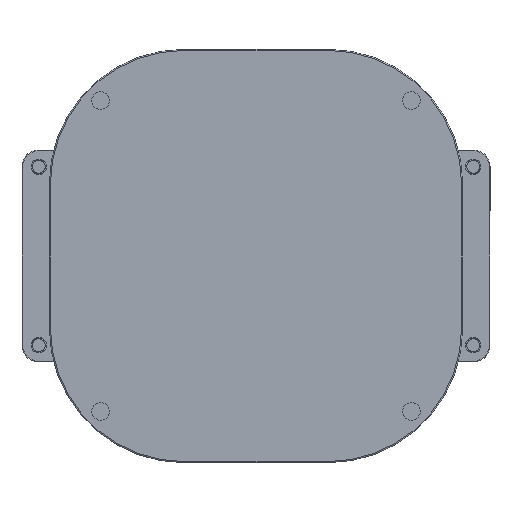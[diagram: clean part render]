
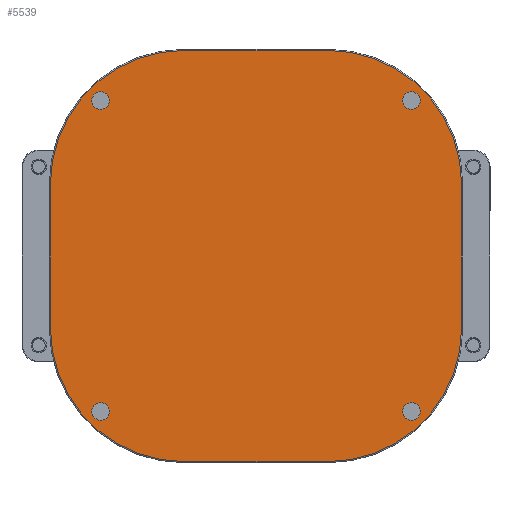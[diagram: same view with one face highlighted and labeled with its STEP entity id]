
A CAD part, front view. The second image highlights one B-rep face of the part: STEP entity #5539.
In plain terms, the highlighted planar face has unit normal (0, -1, 0).
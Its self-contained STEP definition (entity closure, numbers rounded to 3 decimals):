
#241=FACE_BOUND('',#1135,.T.);
#242=FACE_BOUND('',#1136,.T.);
#243=FACE_BOUND('',#1137,.T.);
#244=FACE_BOUND('',#1138,.T.);
#467=PLANE('',#6136);
#728=FACE_OUTER_BOUND('',#1134,.T.);
#1134=EDGE_LOOP('',(#4200,#4201,#4202,#4203,#4204,#4205,#4206,#4207));
#1135=EDGE_LOOP('',(#4208));
#1136=EDGE_LOOP('',(#4209));
#1137=EDGE_LOOP('',(#4210));
#1138=EDGE_LOOP('',(#4211));
#1484=LINE('',#9159,#1756);
#1485=LINE('',#9163,#1757);
#1486=LINE('',#9167,#1758);
#1487=LINE('',#9170,#1759);
#1756=VECTOR('',#7381,10.);
#1757=VECTOR('',#7384,10.);
#1758=VECTOR('',#7387,10.);
#1759=VECTOR('',#7390,10.);
#2033=CIRCLE('',#6114,25.);
#2035=CIRCLE('',#6118,25.);
#2037=CIRCLE('',#6122,25.);
#2039=CIRCLE('',#6126,25.);
#2045=CIRCLE('',#6137,377.);
#2046=CIRCLE('',#6138,377.);
#2047=CIRCLE('',#6139,377.);
#2048=CIRCLE('',#6140,377.);
#2433=VERTEX_POINT('',#9111);
#2435=VERTEX_POINT('',#9118);
#2437=VERTEX_POINT('',#9125);
#2439=VERTEX_POINT('',#9132);
#2447=VERTEX_POINT('',#9155);
#2448=VERTEX_POINT('',#9156);
#2449=VERTEX_POINT('',#9158);
#2450=VERTEX_POINT('',#9160);
#2451=VERTEX_POINT('',#9162);
#2452=VERTEX_POINT('',#9164);
#2453=VERTEX_POINT('',#9166);
#2454=VERTEX_POINT('',#9168);
#3035=EDGE_CURVE('',#2433,#2433,#2033,.T.);
#3038=EDGE_CURVE('',#2435,#2435,#2035,.T.);
#3041=EDGE_CURVE('',#2437,#2437,#2037,.T.);
#3044=EDGE_CURVE('',#2439,#2439,#2039,.T.);
#3054=EDGE_CURVE('',#2447,#2448,#2045,.T.);
#3055=EDGE_CURVE('',#2449,#2447,#1484,.T.);
#3056=EDGE_CURVE('',#2450,#2449,#2046,.T.);
#3057=EDGE_CURVE('',#2451,#2450,#1485,.T.);
#3058=EDGE_CURVE('',#2452,#2451,#2047,.T.);
#3059=EDGE_CURVE('',#2453,#2452,#1486,.T.);
#3060=EDGE_CURVE('',#2454,#2453,#2048,.T.);
#3061=EDGE_CURVE('',#2448,#2454,#1487,.T.);
#4200=ORIENTED_EDGE('',*,*,#3054,.F.);
#4201=ORIENTED_EDGE('',*,*,#3055,.F.);
#4202=ORIENTED_EDGE('',*,*,#3056,.F.);
#4203=ORIENTED_EDGE('',*,*,#3057,.F.);
#4204=ORIENTED_EDGE('',*,*,#3058,.F.);
#4205=ORIENTED_EDGE('',*,*,#3059,.F.);
#4206=ORIENTED_EDGE('',*,*,#3060,.F.);
#4207=ORIENTED_EDGE('',*,*,#3061,.F.);
#4208=ORIENTED_EDGE('',*,*,#3035,.T.);
#4209=ORIENTED_EDGE('',*,*,#3038,.T.);
#4210=ORIENTED_EDGE('',*,*,#3041,.T.);
#4211=ORIENTED_EDGE('',*,*,#3044,.T.);
#5539=ADVANCED_FACE('',(#728,#241,#242,#243,#244),#467,.F.);
#6114=AXIS2_PLACEMENT_3D('',#9112,#7326,#7327);
#6118=AXIS2_PLACEMENT_3D('',#9119,#7335,#7336);
#6122=AXIS2_PLACEMENT_3D('',#9126,#7344,#7345);
#6126=AXIS2_PLACEMENT_3D('',#9133,#7353,#7354);
#6136=AXIS2_PLACEMENT_3D('',#9154,#7377,#7378);
#6137=AXIS2_PLACEMENT_3D('',#9157,#7379,#7380);
#6138=AXIS2_PLACEMENT_3D('',#9161,#7382,#7383);
#6139=AXIS2_PLACEMENT_3D('',#9165,#7385,#7386);
#6140=AXIS2_PLACEMENT_3D('',#9169,#7388,#7389);
#7326=DIRECTION('center_axis',(0.,1.,0.));
#7327=DIRECTION('ref_axis',(0.947,0.,0.321));
#7335=DIRECTION('center_axis',(0.,1.,0.));
#7336=DIRECTION('ref_axis',(0.947,0.,0.321));
#7344=DIRECTION('center_axis',(0.,1.,0.));
#7345=DIRECTION('ref_axis',(0.947,0.,0.321));
#7353=DIRECTION('center_axis',(0.,1.,0.));
#7354=DIRECTION('ref_axis',(0.947,0.,0.321));
#7377=DIRECTION('center_axis',(0.,1.,0.));
#7378=DIRECTION('ref_axis',(0.,0.,1.));
#7379=DIRECTION('center_axis',(0.,1.,0.));
#7380=DIRECTION('ref_axis',(-0.707,0.,0.707));
#7381=DIRECTION('',(0.,0.,1.));
#7382=DIRECTION('center_axis',(0.,1.,0.));
#7383=DIRECTION('ref_axis',(-0.707,0.,-0.707));
#7384=DIRECTION('',(-1.,0.,0.));
#7385=DIRECTION('center_axis',(0.,1.,0.));
#7386=DIRECTION('ref_axis',(0.707,0.,-0.707));
#7387=DIRECTION('',(0.,0.,-1.));
#7388=DIRECTION('center_axis',(0.,1.,0.));
#7389=DIRECTION('ref_axis',(0.707,0.,0.707));
#7390=DIRECTION('',(1.,0.,0.));
#9111=CARTESIAN_POINT('',(-1048.679,0.,1016.981));
#9112=CARTESIAN_POINT('Origin',(-1025.,0.,1025.));
#9118=CARTESIAN_POINT('',(-168.679,0.,1016.981));
#9119=CARTESIAN_POINT('Origin',(-145.,0.,1025.));
#9125=CARTESIAN_POINT('',(-168.679,0.,136.981));
#9126=CARTESIAN_POINT('Origin',(-145.,0.,145.));
#9132=CARTESIAN_POINT('',(-1048.679,0.,136.981));
#9133=CARTESIAN_POINT('Origin',(-1025.,0.,145.));
#9154=CARTESIAN_POINT('Origin',(-585.,0.,585.));
#9155=CARTESIAN_POINT('',(-1167.,0.,790.));
#9156=CARTESIAN_POINT('',(-790.,0.,1167.));
#9157=CARTESIAN_POINT('Origin',(-790.,0.,790.));
#9158=CARTESIAN_POINT('',(-1167.,0.,380.));
#9159=CARTESIAN_POINT('',(-1167.,0.,482.5));
#9160=CARTESIAN_POINT('',(-790.,0.,3.));
#9161=CARTESIAN_POINT('Origin',(-790.,0.,380.));
#9162=CARTESIAN_POINT('',(-380.,0.,3.));
#9163=CARTESIAN_POINT('',(-482.5,0.,3.));
#9164=CARTESIAN_POINT('',(-3.,0.,380.));
#9165=CARTESIAN_POINT('Origin',(-380.,0.,380.));
#9166=CARTESIAN_POINT('',(-3.,0.,790.));
#9167=CARTESIAN_POINT('',(-3.,0.,687.5));
#9168=CARTESIAN_POINT('',(-380.,0.,1167.));
#9169=CARTESIAN_POINT('Origin',(-380.,0.,790.));
#9170=CARTESIAN_POINT('',(-687.5,0.,1167.));
